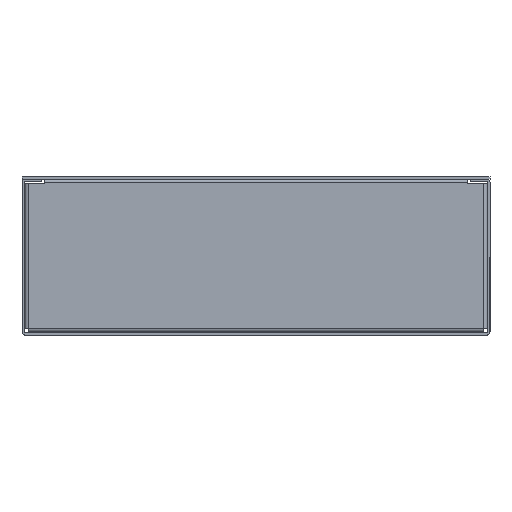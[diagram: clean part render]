
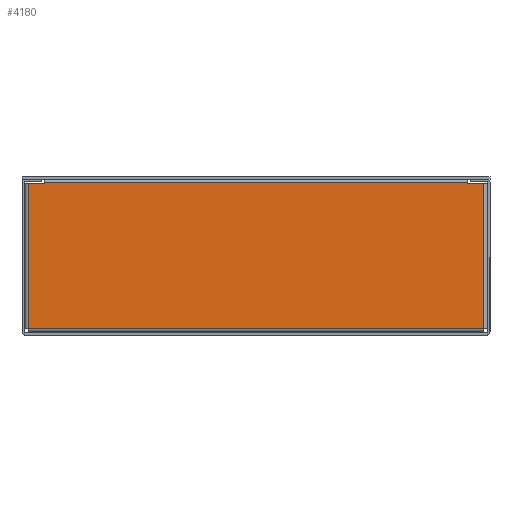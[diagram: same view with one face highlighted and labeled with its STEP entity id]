
A CAD part, front view. The second image highlights one B-rep face of the part: STEP entity #4180.
In plain terms, the highlighted planar face has unit normal (0, -1, 0).
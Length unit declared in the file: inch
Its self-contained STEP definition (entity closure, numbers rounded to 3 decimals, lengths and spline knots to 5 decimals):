
#115 = EDGE_CURVE ( 'NONE', #5049, #5099, #3727, .T. ) ;
#148 = CARTESIAN_POINT ( 'NONE',  ( -5.429, -8., 3.914 ) ) ;
#349 = EDGE_LOOP ( 'NONE', ( #5165, #1794, #2186, #3956, #1813, #421, #652, #4650 ) ) ;
#421 = ORIENTED_EDGE ( 'NONE', *, *, #1026, .T. ) ;
#430 = CARTESIAN_POINT ( 'NONE',  ( 5.844, -8., 3.9 ) ) ;
#438 = CARTESIAN_POINT ( 'NONE',  ( -5.844, -8., 3.9 ) ) ;
#637 = CARTESIAN_POINT ( 'NONE',  ( -5.844, -8., 3.914 ) ) ;
#652 = ORIENTED_EDGE ( 'NONE', *, *, #5920, .T. ) ;
#859 = EDGE_CURVE ( 'NONE', #3594, #5099, #2139, .T. ) ;
#988 = LINE ( 'NONE', #3054, #5780 ) ;
#1026 = EDGE_CURVE ( 'NONE', #6154, #4140, #3823, .T. ) ;
#1038 = VECTOR ( 'NONE', #1951, 39.37008 ) ;
#1057 = VERTEX_POINT ( 'NONE', #1217 ) ;
#1217 = CARTESIAN_POINT ( 'NONE',  ( -5.844, -8., 0.166 ) ) ;
#1633 = VECTOR ( 'NONE', #5696, 39.37008 ) ;
#1716 = CARTESIAN_POINT ( 'NONE',  ( -5.429, -8., 3.9 ) ) ;
#1794 = ORIENTED_EDGE ( 'NONE', *, *, #115, .T. ) ;
#1813 = ORIENTED_EDGE ( 'NONE', *, *, #4587, .F. ) ;
#1909 = CARTESIAN_POINT ( 'NONE',  ( -5.844, -8., 0.166 ) ) ;
#1951 = DIRECTION ( 'NONE',  ( 0., 0., 1. ) ) ;
#1994 = DIRECTION ( 'NONE',  ( 0., -1., 0. ) ) ;
#2077 = DIRECTION ( 'NONE',  ( 0., 0., -1. ) ) ;
#2139 = LINE ( 'NONE', #5194, #2827 ) ;
#2186 = ORIENTED_EDGE ( 'NONE', *, *, #859, .F. ) ;
#2235 = CARTESIAN_POINT ( 'NONE',  ( -5.844, -8., 3.9 ) ) ;
#2419 = VECTOR ( 'NONE', #6442, 39.37008 ) ;
#2567 = CARTESIAN_POINT ( 'NONE',  ( 5.429, -8., 3.914 ) ) ;
#2705 = DIRECTION ( 'NONE',  ( -1., 0., 0. ) ) ;
#2827 = VECTOR ( 'NONE', #3561, 39.37008 ) ;
#2937 = CARTESIAN_POINT ( 'NONE',  ( -5.429, -8., 3.9 ) ) ;
#2978 = CARTESIAN_POINT ( 'NONE',  ( -5.844, -8., 0.166 ) ) ;
#3054 = CARTESIAN_POINT ( 'NONE',  ( -5.844, -8., 0.166 ) ) ;
#3279 = CARTESIAN_POINT ( 'NONE',  ( 5.844, -8., 0.166 ) ) ;
#3301 = EDGE_CURVE ( 'NONE', #4138, #5049, #3786, .T. ) ;
#3561 = DIRECTION ( 'NONE',  ( 0., 0., -1. ) ) ;
#3594 = VERTEX_POINT ( 'NONE', #2567 ) ;
#3659 = VECTOR ( 'NONE', #5346, 39.37008 ) ;
#3727 = LINE ( 'NONE', #4265, #1633 ) ;
#3786 = LINE ( 'NONE', #3279, #3659 ) ;
#3823 = LINE ( 'NONE', #2235, #5754 ) ;
#3873 = AXIS2_PLACEMENT_3D ( 'NONE', #2978, #1994, #4064 ) ;
#3956 = ORIENTED_EDGE ( 'NONE', *, *, #4889, .T. ) ;
#4064 = DIRECTION ( 'NONE',  ( 1., 0., 0. ) ) ;
#4138 = VERTEX_POINT ( 'NONE', #4441 ) ;
#4140 = VERTEX_POINT ( 'NONE', #438 ) ;
#4180 = ADVANCED_FACE ( 'NONE', ( #5548 ), #6596, .T. ) ;
#4231 = LINE ( 'NONE', #637, #4792 ) ;
#4265 = CARTESIAN_POINT ( 'NONE',  ( -5.844, -8., 3.9 ) ) ;
#4441 = CARTESIAN_POINT ( 'NONE',  ( 5.844, -8., 0.166 ) ) ;
#4587 = EDGE_CURVE ( 'NONE', #6154, #5602, #5035, .T. ) ;
#4650 = ORIENTED_EDGE ( 'NONE', *, *, #6677, .T. ) ;
#4792 = VECTOR ( 'NONE', #2705, 39.37008 ) ;
#4889 = EDGE_CURVE ( 'NONE', #3594, #5602, #4231, .T. ) ;
#5035 = LINE ( 'NONE', #2937, #1038 ) ;
#5049 = VERTEX_POINT ( 'NONE', #430 ) ;
#5099 = VERTEX_POINT ( 'NONE', #6187 ) ;
#5165 = ORIENTED_EDGE ( 'NONE', *, *, #3301, .T. ) ;
#5194 = CARTESIAN_POINT ( 'NONE',  ( 5.429, -8., 3.9 ) ) ;
#5346 = DIRECTION ( 'NONE',  ( 0., 0., 1. ) ) ;
#5529 = LINE ( 'NONE', #1909, #2419 ) ;
#5548 = FACE_OUTER_BOUND ( 'NONE', #349, .T. ) ;
#5602 = VERTEX_POINT ( 'NONE', #148 ) ;
#5696 = DIRECTION ( 'NONE',  ( -1., 0., 0. ) ) ;
#5754 = VECTOR ( 'NONE', #5893, 39.37008 ) ;
#5780 = VECTOR ( 'NONE', #2077, 39.37008 ) ;
#5893 = DIRECTION ( 'NONE',  ( -1., 0., 0. ) ) ;
#5920 = EDGE_CURVE ( 'NONE', #4140, #1057, #988, .T. ) ;
#6154 = VERTEX_POINT ( 'NONE', #1716 ) ;
#6187 = CARTESIAN_POINT ( 'NONE',  ( 5.429, -8., 3.9 ) ) ;
#6442 = DIRECTION ( 'NONE',  ( 1., 0., 0. ) ) ;
#6596 = PLANE ( 'NONE',  #3873 ) ;
#6677 = EDGE_CURVE ( 'NONE', #1057, #4138, #5529, .T. ) ;
